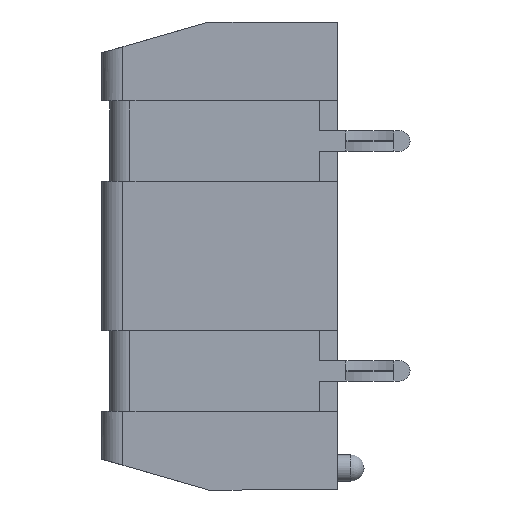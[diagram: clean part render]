
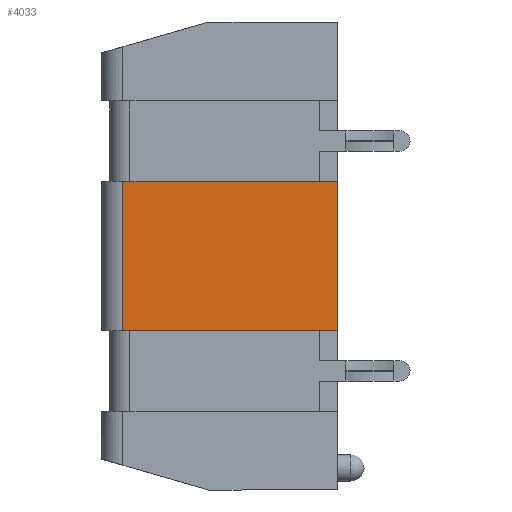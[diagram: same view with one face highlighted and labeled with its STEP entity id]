
A CAD part, left-side view. The second image highlights one B-rep face of the part: STEP entity #4033.
In plain terms, the highlighted planar face has unit normal (-1, 0.018, 0).
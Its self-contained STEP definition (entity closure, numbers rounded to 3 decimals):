
#592 = CARTESIAN_POINT ( 'NONE',  ( -22.953, 1.217, -9.63 ) ) ;
#830 = CARTESIAN_POINT ( 'NONE',  ( -23.13, -8.961, -2.518 ) ) ;
#3826 = VERTEX_POINT ( 'NONE', #592 ) ;
#4022 = VERTEX_POINT ( 'NONE', #19949 ) ;
#4024 = ORIENTED_EDGE ( 'NONE', *, *, #4026, .F. ) ;
#4026 = EDGE_CURVE ( 'NONE', #4054, #4022, #19947, .T. ) ;
#4033 = ADVANCED_FACE ( 'NONE', ( #19977 ), #20010, .T. ) ;
#4034 = ORIENTED_EDGE ( 'NONE', *, *, #4052, .T. ) ;
#4035 = ORIENTED_EDGE ( 'NONE', *, *, #4044, .T. ) ;
#4036 = ORIENTED_EDGE ( 'NONE', *, *, #4038, .T. ) ;
#4038 = EDGE_CURVE ( 'NONE', #3826, #4022, #20005, .T. ) ;
#4044 = EDGE_CURVE ( 'NONE', #4049, #3826, #19997, .T. ) ;
#4048 = EDGE_LOOP ( 'NONE', ( #4034, #4035, #4036, #4024 ) ) ;
#4049 = VERTEX_POINT ( 'NONE', #19989 ) ;
#4052 = EDGE_CURVE ( 'NONE', #4054, #4049, #19987, .T. ) ;
#4054 = VERTEX_POINT ( 'NONE', #830 ) ;
#19944 = DIRECTION ( 'NONE',  ( 0., 0., -1. ) ) ;
#19945 = VECTOR ( 'NONE', #19944, 1000. ) ;
#19946 = CARTESIAN_POINT ( 'NONE',  ( -23.13, -8.961, 5.038 ) ) ;
#19947 = LINE ( 'NONE', #19946, #19945 ) ;
#19949 = CARTESIAN_POINT ( 'NONE',  ( -23.13, -8.961, -9.63 ) ) ;
#19977 = FACE_OUTER_BOUND ( 'NONE', #4048, .T. ) ;
#19984 = DIRECTION ( 'NONE',  ( 0.017, 1., 0. ) ) ;
#19985 = VECTOR ( 'NONE', #19984, 1000. ) ;
#19986 = CARTESIAN_POINT ( 'NONE',  ( -22.935, 2.215, -2.518 ) ) ;
#19987 = LINE ( 'NONE', #19986, #19985 ) ;
#19989 = CARTESIAN_POINT ( 'NONE',  ( -22.953, 1.217, -2.518 ) ) ;
#19994 = DIRECTION ( 'NONE',  ( 0., 0., -1. ) ) ;
#19995 = VECTOR ( 'NONE', #19994, 1000. ) ;
#19996 = CARTESIAN_POINT ( 'NONE',  ( -22.953, 1.217, -0.613 ) ) ;
#19997 = LINE ( 'NONE', #19996, #19995 ) ;
#20002 = DIRECTION ( 'NONE',  ( -0.017, -1., 0. ) ) ;
#20003 = VECTOR ( 'NONE', #20002, 1000. ) ;
#20004 = CARTESIAN_POINT ( 'NONE',  ( -22.935, 2.215, -9.63 ) ) ;
#20005 = LINE ( 'NONE', #20004, #20003 ) ;
#20006 = DIRECTION ( 'NONE',  ( -0.017, -1., 0. ) ) ;
#20007 = DIRECTION ( 'NONE',  ( -1., 0.017, 0. ) ) ;
#20008 = CARTESIAN_POINT ( 'NONE',  ( -22.935, 2.215, -0.613 ) ) ;
#20009 = AXIS2_PLACEMENT_3D ( 'NONE', #20008, #20007, #20006 ) ;
#20010 = PLANE ( 'NONE',  #20009 ) ;
